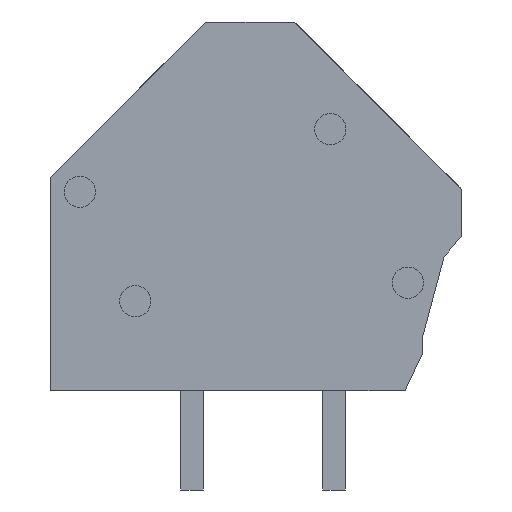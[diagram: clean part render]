
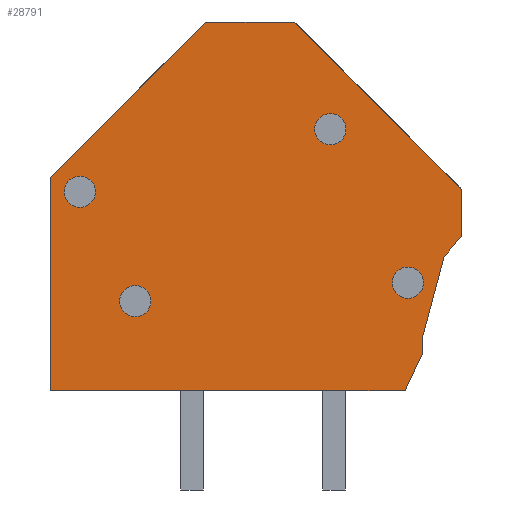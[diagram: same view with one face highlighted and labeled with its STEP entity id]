
A CAD part, left-side view. The second image highlights one B-rep face of the part: STEP entity #28791.
In plain terms, the highlighted planar face has unit normal (-1, 0, 0).
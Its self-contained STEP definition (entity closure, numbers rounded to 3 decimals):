
#28704=AXIS2_PLACEMENT_3D('Plane Axis2P3D',#28701,#28702,#28703) ;
#28721=AXIS2_PLACEMENT_3D('Circle Axis2P3D',#28719,#28720,$) ;
#28730=AXIS2_PLACEMENT_3D('Circle Axis2P3D',#28728,#28729,$) ;
#28739=AXIS2_PLACEMENT_3D('Circle Axis2P3D',#28737,#28738,$) ;
#28748=AXIS2_PLACEMENT_3D('Circle Axis2P3D',#28746,#28747,$) ;
#28757=AXIS2_PLACEMENT_3D('Circle Axis2P3D',#28755,#28756,$) ;
#28766=AXIS2_PLACEMENT_3D('Circle Axis2P3D',#28764,#28765,$) ;
#28775=AXIS2_PLACEMENT_3D('Circle Axis2P3D',#28773,#28774,$) ;
#28784=AXIS2_PLACEMENT_3D('Circle Axis2P3D',#28782,#28783,$) ;
#28376=CARTESIAN_POINT('Vertex',(0.7,2.,3.5)) ;
#28390=CARTESIAN_POINT('Vertex',(0.7,1.37,4.85)) ;
#28393=CARTESIAN_POINT('Line Origine',(0.7,1.685,4.175)) ;
#28421=CARTESIAN_POINT('Vertex',(0.7,1.37,5.45)) ;
#28424=CARTESIAN_POINT('Line Origine',(0.7,1.37,5.15)) ;
#28452=CARTESIAN_POINT('Vertex',(0.7,0.634,8.2)) ;
#28455=CARTESIAN_POINT('Line Origine',(0.7,1.002,6.825)) ;
#28483=CARTESIAN_POINT('Vertex',(0.7,0.,8.953)) ;
#28486=CARTESIAN_POINT('Line Origine',(0.7,0.317,8.577)) ;
#28514=CARTESIAN_POINT('Vertex',(0.7,0.,10.58)) ;
#28517=CARTESIAN_POINT('Line Origine',(0.7,0.,9.766)) ;
#28545=CARTESIAN_POINT('Vertex',(0.7,5.898,16.478)) ;
#28548=CARTESIAN_POINT('Line Origine',(0.7,2.949,13.529)) ;
#28576=CARTESIAN_POINT('Vertex',(0.7,9.022,16.478)) ;
#28579=CARTESIAN_POINT('Line Origine',(0.7,7.46,16.478)) ;
#28607=CARTESIAN_POINT('Vertex',(0.7,14.5,11.)) ;
#28610=CARTESIAN_POINT('Line Origine',(0.7,11.761,13.739)) ;
#28638=CARTESIAN_POINT('Vertex',(0.7,14.5,3.5)) ;
#28641=CARTESIAN_POINT('Line Origine',(0.7,14.5,7.25)) ;
#28669=CARTESIAN_POINT('Vertex',(0.7,12.7,3.5)) ;
#28672=CARTESIAN_POINT('Line Origine',(0.7,13.6,3.5)) ;
#28689=CARTESIAN_POINT('Line Origine',(0.7,7.35,3.5)) ;
#28701=CARTESIAN_POINT('Axis2P3D Location',(0.7,0.,0.)) ;
#28719=CARTESIAN_POINT('Axis2P3D Location',(0.7,13.45,10.5)) ;
#28723=CARTESIAN_POINT('Vertex',(0.7,12.9,10.5)) ;
#28725=CARTESIAN_POINT('Vertex',(0.7,14.,10.5)) ;
#28728=CARTESIAN_POINT('Axis2P3D Location',(0.7,13.45,10.5)) ;
#28737=CARTESIAN_POINT('Axis2P3D Location',(0.7,4.632,12.707)) ;
#28741=CARTESIAN_POINT('Vertex',(0.7,4.082,12.707)) ;
#28743=CARTESIAN_POINT('Vertex',(0.7,5.182,12.707)) ;
#28746=CARTESIAN_POINT('Axis2P3D Location',(0.7,4.632,12.707)) ;
#28755=CARTESIAN_POINT('Axis2P3D Location',(0.7,11.5,6.65)) ;
#28759=CARTESIAN_POINT('Vertex',(0.7,10.95,6.65)) ;
#28761=CARTESIAN_POINT('Vertex',(0.7,12.05,6.65)) ;
#28764=CARTESIAN_POINT('Axis2P3D Location',(0.7,11.5,6.65)) ;
#28773=CARTESIAN_POINT('Axis2P3D Location',(0.7,1.9,7.3)) ;
#28777=CARTESIAN_POINT('Vertex',(0.7,1.35,7.3)) ;
#28779=CARTESIAN_POINT('Vertex',(0.7,2.45,7.3)) ;
#28782=CARTESIAN_POINT('Axis2P3D Location',(0.7,1.9,7.3)) ;
#28394=DIRECTION('Vector Direction',(0.,-0.423,0.906)) ;
#28425=DIRECTION('Vector Direction',(0.,0.,1.)) ;
#28456=DIRECTION('Vector Direction',(0.,-0.259,0.966)) ;
#28487=DIRECTION('Vector Direction',(0.,-0.644,0.765)) ;
#28518=DIRECTION('Vector Direction',(0.,0.,-1.)) ;
#28549=DIRECTION('Vector Direction',(0.,0.707,0.707)) ;
#28580=DIRECTION('Vector Direction',(0.,-1.,0.)) ;
#28611=DIRECTION('Vector Direction',(0.,-0.707,0.707)) ;
#28642=DIRECTION('Vector Direction',(0.,0.,-1.)) ;
#28673=DIRECTION('Vector Direction',(0.,-1.,0.)) ;
#28690=DIRECTION('Vector Direction',(0.,-1.,0.)) ;
#28702=DIRECTION('Axis2P3D Direction',(-1.,0.,0.)) ;
#28703=DIRECTION('Axis2P3D XDirection',(0.,-1.,0.)) ;
#28720=DIRECTION('Axis2P3D Direction',(-1.,0.,0.)) ;
#28729=DIRECTION('Axis2P3D Direction',(-1.,0.,0.)) ;
#28738=DIRECTION('Axis2P3D Direction',(-1.,0.,0.)) ;
#28747=DIRECTION('Axis2P3D Direction',(-1.,0.,0.)) ;
#28756=DIRECTION('Axis2P3D Direction',(-1.,0.,0.)) ;
#28765=DIRECTION('Axis2P3D Direction',(-1.,0.,0.)) ;
#28774=DIRECTION('Axis2P3D Direction',(-1.,0.,0.)) ;
#28783=DIRECTION('Axis2P3D Direction',(-1.,0.,0.)) ;
#28395=VECTOR('Line Direction',#28394,1.) ;
#28426=VECTOR('Line Direction',#28425,1.) ;
#28457=VECTOR('Line Direction',#28456,1.) ;
#28488=VECTOR('Line Direction',#28487,1.) ;
#28519=VECTOR('Line Direction',#28518,1.) ;
#28550=VECTOR('Line Direction',#28549,1.) ;
#28581=VECTOR('Line Direction',#28580,1.) ;
#28612=VECTOR('Line Direction',#28611,1.) ;
#28643=VECTOR('Line Direction',#28642,1.) ;
#28674=VECTOR('Line Direction',#28673,1.) ;
#28691=VECTOR('Line Direction',#28690,1.) ;
#28707=ORIENTED_EDGE('',*,*,#28397,.T.) ;
#28708=ORIENTED_EDGE('',*,*,#28428,.T.) ;
#28709=ORIENTED_EDGE('',*,*,#28459,.T.) ;
#28710=ORIENTED_EDGE('',*,*,#28490,.T.) ;
#28711=ORIENTED_EDGE('',*,*,#28521,.T.) ;
#28712=ORIENTED_EDGE('',*,*,#28552,.T.) ;
#28713=ORIENTED_EDGE('',*,*,#28583,.T.) ;
#28714=ORIENTED_EDGE('',*,*,#28614,.T.) ;
#28715=ORIENTED_EDGE('',*,*,#28645,.T.) ;
#28716=ORIENTED_EDGE('',*,*,#28676,.T.) ;
#28717=ORIENTED_EDGE('',*,*,#28693,.T.) ;
#28734=ORIENTED_EDGE('',*,*,#28727,.F.) ;
#28735=ORIENTED_EDGE('',*,*,#28732,.F.) ;
#28752=ORIENTED_EDGE('',*,*,#28745,.F.) ;
#28753=ORIENTED_EDGE('',*,*,#28750,.F.) ;
#28770=ORIENTED_EDGE('',*,*,#28763,.F.) ;
#28771=ORIENTED_EDGE('',*,*,#28768,.F.) ;
#28788=ORIENTED_EDGE('',*,*,#28781,.F.) ;
#28789=ORIENTED_EDGE('',*,*,#28786,.F.) ;
#28736=FACE_BOUND('',#28733,.T.) ;
#28754=FACE_BOUND('',#28751,.T.) ;
#28772=FACE_BOUND('',#28769,.T.) ;
#28790=FACE_BOUND('',#28787,.T.) ;
#28791=ADVANCED_FACE('End plate_LMZF_1\\Hauptkoerper',(#28718,#28736,#28754,#28772,#28790),#28705,.T.) ;
#28722=CIRCLE('generated circle',#28721,0.55) ;
#28731=CIRCLE('generated circle',#28730,0.55) ;
#28740=CIRCLE('generated circle',#28739,0.55) ;
#28749=CIRCLE('generated circle',#28748,0.55) ;
#28758=CIRCLE('generated circle',#28757,0.55) ;
#28767=CIRCLE('generated circle',#28766,0.55) ;
#28776=CIRCLE('generated circle',#28775,0.55) ;
#28785=CIRCLE('generated circle',#28784,0.55) ;
#28397=EDGE_CURVE('',#28377,#28391,#28396,.T.) ;
#28428=EDGE_CURVE('',#28391,#28422,#28427,.T.) ;
#28459=EDGE_CURVE('',#28422,#28453,#28458,.T.) ;
#28490=EDGE_CURVE('',#28453,#28484,#28489,.T.) ;
#28521=EDGE_CURVE('',#28484,#28515,#28520,.F.) ;
#28552=EDGE_CURVE('',#28515,#28546,#28551,.T.) ;
#28583=EDGE_CURVE('',#28546,#28577,#28582,.F.) ;
#28614=EDGE_CURVE('',#28577,#28608,#28613,.F.) ;
#28645=EDGE_CURVE('',#28608,#28639,#28644,.T.) ;
#28676=EDGE_CURVE('',#28639,#28670,#28675,.T.) ;
#28693=EDGE_CURVE('',#28670,#28377,#28692,.T.) ;
#28727=EDGE_CURVE('',#28724,#28726,#28722,.T.) ;
#28732=EDGE_CURVE('',#28726,#28724,#28731,.T.) ;
#28745=EDGE_CURVE('',#28742,#28744,#28740,.T.) ;
#28750=EDGE_CURVE('',#28744,#28742,#28749,.T.) ;
#28763=EDGE_CURVE('',#28760,#28762,#28758,.T.) ;
#28768=EDGE_CURVE('',#28762,#28760,#28767,.T.) ;
#28781=EDGE_CURVE('',#28778,#28780,#28776,.T.) ;
#28786=EDGE_CURVE('',#28780,#28778,#28785,.T.) ;
#28706=EDGE_LOOP('',(#28707,#28708,#28709,#28710,#28711,#28712,#28713,#28714,#28715,#28716,#28717)) ;
#28733=EDGE_LOOP('',(#28734,#28735)) ;
#28751=EDGE_LOOP('',(#28752,#28753)) ;
#28769=EDGE_LOOP('',(#28770,#28771)) ;
#28787=EDGE_LOOP('',(#28788,#28789)) ;
#28718=FACE_OUTER_BOUND('',#28706,.T.) ;
#28396=LINE('Line',#28393,#28395) ;
#28427=LINE('Line',#28424,#28426) ;
#28458=LINE('Line',#28455,#28457) ;
#28489=LINE('Line',#28486,#28488) ;
#28520=LINE('Line',#28517,#28519) ;
#28551=LINE('Line',#28548,#28550) ;
#28582=LINE('Line',#28579,#28581) ;
#28613=LINE('Line',#28610,#28612) ;
#28644=LINE('Line',#28641,#28643) ;
#28675=LINE('Line',#28672,#28674) ;
#28692=LINE('Line',#28689,#28691) ;
#28705=PLANE('',#28704) ;
#28377=VERTEX_POINT('',#28376) ;
#28391=VERTEX_POINT('',#28390) ;
#28422=VERTEX_POINT('',#28421) ;
#28453=VERTEX_POINT('',#28452) ;
#28484=VERTEX_POINT('',#28483) ;
#28515=VERTEX_POINT('',#28514) ;
#28546=VERTEX_POINT('',#28545) ;
#28577=VERTEX_POINT('',#28576) ;
#28608=VERTEX_POINT('',#28607) ;
#28639=VERTEX_POINT('',#28638) ;
#28670=VERTEX_POINT('',#28669) ;
#28724=VERTEX_POINT('',#28723) ;
#28726=VERTEX_POINT('',#28725) ;
#28742=VERTEX_POINT('',#28741) ;
#28744=VERTEX_POINT('',#28743) ;
#28760=VERTEX_POINT('',#28759) ;
#28762=VERTEX_POINT('',#28761) ;
#28778=VERTEX_POINT('',#28777) ;
#28780=VERTEX_POINT('',#28779) ;
